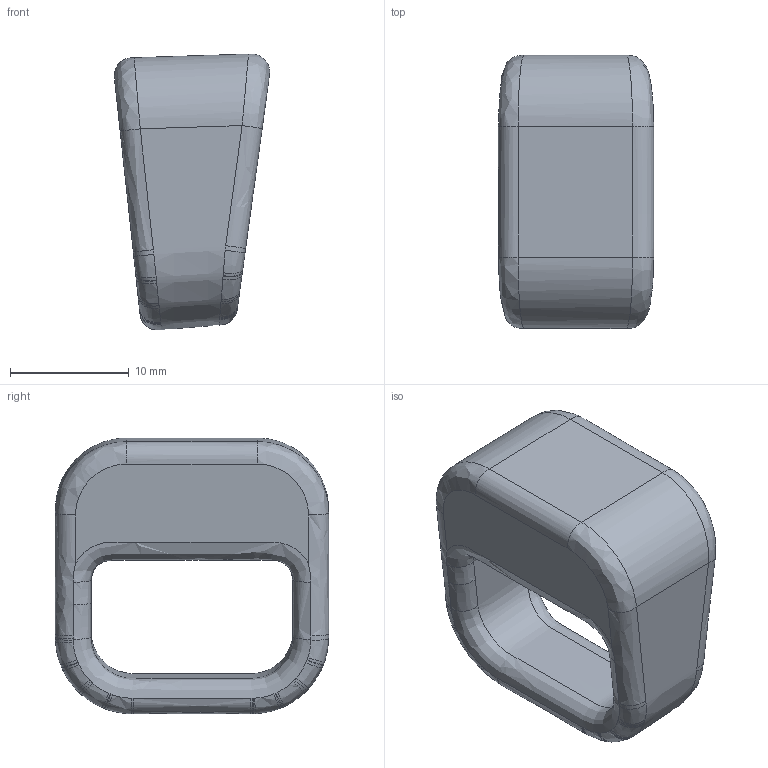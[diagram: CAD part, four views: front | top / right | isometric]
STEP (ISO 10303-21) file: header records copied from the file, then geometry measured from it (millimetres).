
FILE_DESCRIPTION(/* description */ (''),/* implementation_level */ '2;1');
FILE_NAME(/* name */ 'Door handle bumper v7.step',/* time_stamp */ '2017-03-02T17:49:51+01:00',/* author */ (''),/* organization */ (''),/* preprocessor_version */ 'ST-DEVELOPER v16.5',/* originating_system */ 'Autodesk Translation Framework v5.2.0.2920',/* authorisation */ '');
FILE_SCHEMA (('AUTOMOTIVE_DESIGN { 1 0 10303 214 3 1 1 }'));
Length unit declared in the file: millimetre
Products named in the file (1): Door handle bumper v7
Bounding box: 13.07 x 23 x 23.23 mm (x, y, z)
Volume: 2928.6 mm3; surface area: 2086.1 mm2
Topology: 1 solids, 1 shells, 115 faces, 327 edges, 210 vertices
Faces by surface type: bspline 100, cylinder 8, plane 7
Entity records: 9765 total; most frequent: CARTESIAN_POINT 7359, ORIENTED_EDGE 650, EDGE_CURVE 325, DIRECTION 250, VERTEX_POINT 210, B_SPLINE_CURVE_WITH_KNOTS 188, FACE_OUTER_BOUND 115, EDGE_LOOP 115
